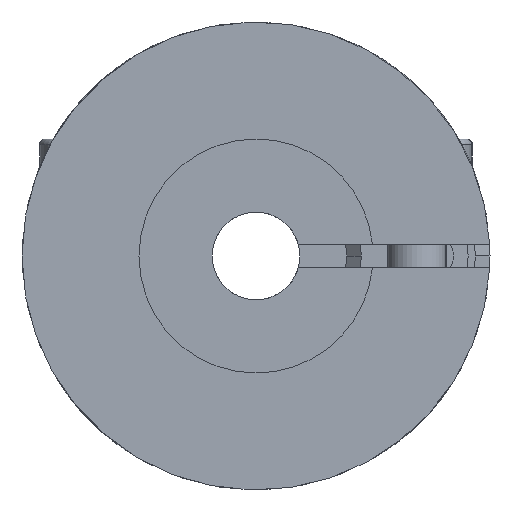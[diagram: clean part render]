
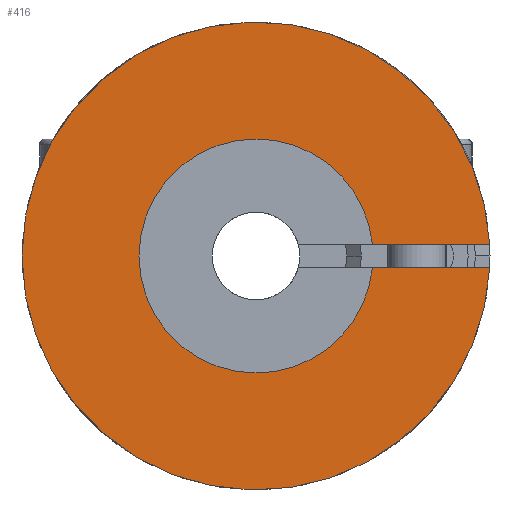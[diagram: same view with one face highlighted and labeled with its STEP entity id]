
A CAD part, left-side view. The second image highlights one B-rep face of the part: STEP entity #416.
In plain terms, the highlighted planar face has unit normal (-1, 0, 0).
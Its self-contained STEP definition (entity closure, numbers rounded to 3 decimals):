
#416=ADVANCED_FACE('NONE',(#844),#845,.F.);
#844=FACE_OUTER_BOUND('',#1337,.T.);
#845=PLANE('',#1338);
#1337=EDGE_LOOP('',(#2159,#2160,#2161,#2162,#2163,#2164,#2165));
#1338=AXIS2_PLACEMENT_3D('',#2166,#2167,#2168);
#2159=ORIENTED_EDGE('',*,*,#3168,.T.);
#2160=ORIENTED_EDGE('',*,*,#3166,.T.);
#2161=ORIENTED_EDGE('',*,*,#3162,.T.);
#2162=ORIENTED_EDGE('',*,*,#3186,.T.);
#2163=ORIENTED_EDGE('',*,*,#3156,.T.);
#2164=ORIENTED_EDGE('',*,*,#3187,.T.);
#2165=ORIENTED_EDGE('',*,*,#3178,.T.);
#2166=CARTESIAN_POINT('',(0.0,0.0,1.5));
#2167=DIRECTION('',(1.0,0.0,0.0));
#2168=DIRECTION('',(0.0,-0.0,-1.0));
#3156=EDGE_CURVE('NONE',#3767,#3765,#3768,.T.);
#3162=EDGE_CURVE('',#3771,#3776,#3778,.T.);
#3166=EDGE_CURVE('',#3781,#3771,#3784,.T.);
#3168=EDGE_CURVE('',#3786,#3781,#3787,.T.);
#3178=EDGE_CURVE('NONE',#3801,#3786,#3802,.T.);
#3186=EDGE_CURVE('NONE',#3776,#3767,#3815,.T.);
#3187=EDGE_CURVE('NONE',#3765,#3801,#3816,.T.);
#3765=VERTEX_POINT('',#4750);
#3767=VERTEX_POINT('NONE',#4753);
#3768=CIRCLE('',#4754,8.0);
#3771=VERTEX_POINT('',#4758);
#3776=VERTEX_POINT('',#4764);
#3778=CIRCLE('',#4767,4.0);
#3781=VERTEX_POINT('',#4770);
#3784=CIRCLE('',#4774,4.0);
#3786=VERTEX_POINT('',#4776);
#3787=CIRCLE('',#4777,4.0);
#3801=VERTEX_POINT('NONE',#4794);
#3802=LINE('',#4795,#4796);
#3815=LINE('',#4817,#4818);
#3816=CIRCLE('',#4819,8.0);
#4750=CARTESIAN_POINT('',(0.0,8.0,0.));
#4753=CARTESIAN_POINT('',(0.0,-7.99,0.4));
#4754=AXIS2_PLACEMENT_3D('',#5625,#5626,#5627);
#4758=CARTESIAN_POINT('',(0.0,0.,4.0));
#4764=CARTESIAN_POINT('',(0.0,-3.98,0.4));
#4767=AXIS2_PLACEMENT_3D('',#5634,#5635,#5636);
#4770=CARTESIAN_POINT('',(0.0,0.,-4.0));
#4774=AXIS2_PLACEMENT_3D('',#5641,#5642,#5643);
#4776=CARTESIAN_POINT('',(0.0,-3.98,-0.4));
#4777=AXIS2_PLACEMENT_3D('',#5644,#5645,#5646);
#4794=CARTESIAN_POINT('',(0.0,-7.99,-0.4));
#4795=CARTESIAN_POINT('',(0.0,-8.771,-0.4));
#4796=VECTOR('',#5662,1000.0);
#4817=CARTESIAN_POINT('',(0.0,-8.771,0.4));
#4818=VECTOR('',#5668,1000.0);
#4819=AXIS2_PLACEMENT_3D('',#5669,#5670,#5671);
#5625=CARTESIAN_POINT('',(0.0,0.0,0.0));
#5626=DIRECTION('',(-1.0,0.0,0.0));
#5627=DIRECTION('',(0.0,-1.0,0.0));
#5634=CARTESIAN_POINT('',(0.0,0.0,0.0));
#5635=DIRECTION('',(1.0,0.0,0.0));
#5636=DIRECTION('',(0.0,0.0,-1.0));
#5641=CARTESIAN_POINT('',(0.0,0.0,0.0));
#5642=DIRECTION('',(1.0,0.0,0.0));
#5643=DIRECTION('',(0.0,0.0,-1.0));
#5644=CARTESIAN_POINT('',(0.0,0.0,0.0));
#5645=DIRECTION('',(1.0,0.0,0.0));
#5646=DIRECTION('',(0.0,0.0,-1.0));
#5662=DIRECTION('',(0.0,1.0,0.0));
#5668=DIRECTION('',(0.0,-1.0,0.0));
#5669=CARTESIAN_POINT('',(0.0,0.0,0.0));
#5670=DIRECTION('',(-1.0,0.0,0.0));
#5671=DIRECTION('',(0.0,-1.0,0.0));
